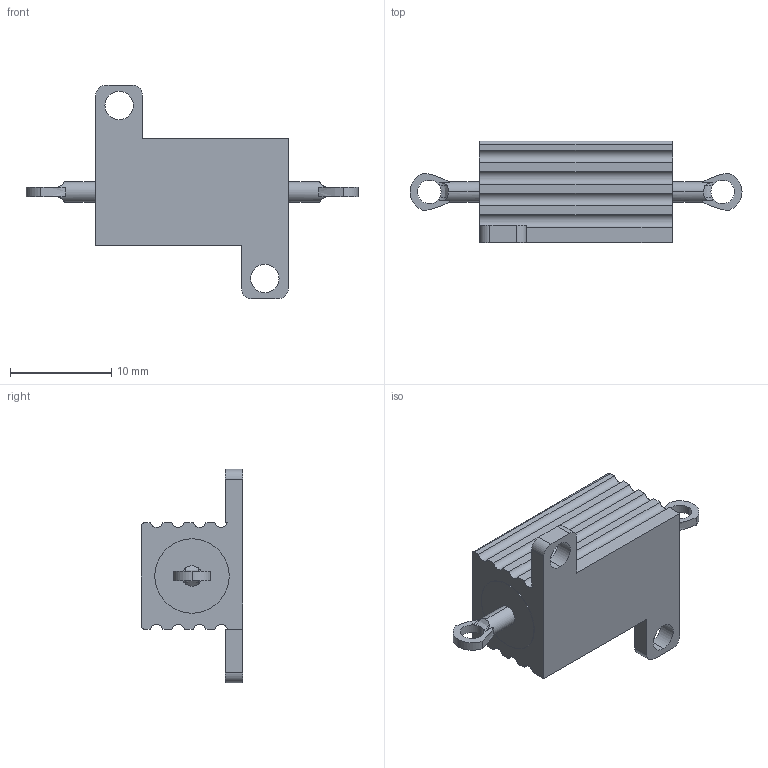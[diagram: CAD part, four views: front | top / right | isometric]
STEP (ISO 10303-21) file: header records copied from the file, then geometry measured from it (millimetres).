
FILE_DESCRIPTION (( 'STEP AP214' ), '1' );
FILE_NAME ('HITANO 10W 3 Ohm J.STEP', '2024-03-08T11:03:09', ( '' ), ( '' ), 'SwSTEP 2.0', 'SolidWorks 2024', '' );
FILE_SCHEMA (( 'AUTOMOTIVE_DESIGN' ));
Length unit declared in the file: millimetre
Products named in the file (1): HITANO 10W 3 Ohm J
Bounding box: 32.8 x 10 x 21.1 mm (x, y, z)
Volume: 2028.9 mm3; surface area: 1270.3 mm2
Topology: 1 solids, 1 shells, 290 faces, 796 edges, 526 vertices
Faces by surface type: plane 178, bspline 63, cylinder 49
Entity records: 14457 total; most frequent: CARTESIAN_POINT 4740, ORIENTED_EDGE 1592, DIRECTION 1220, EDGE_CURVE 796, LINE 560, VECTOR 560, VERTEX_POINT 526, AXIS2_PLACEMENT_3D 330
